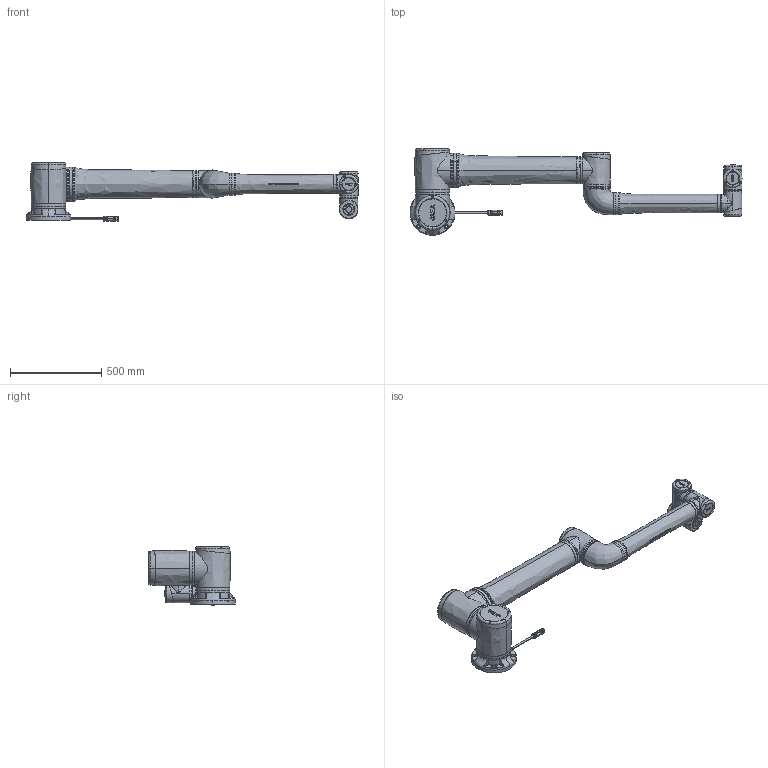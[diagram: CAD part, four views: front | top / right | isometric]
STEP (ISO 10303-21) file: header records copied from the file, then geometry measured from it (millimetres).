
FILE_DESCRIPTION (( 'STEP AP214' ), '1' );
FILE_NAME ('Zu 20.STEP', '2024-04-24T07:59:49', ( '' ), ( '' ), 'SwSTEP 2.0', 'SolidWorks 2016', '' );
FILE_SCHEMA (( 'AUTOMOTIVE_DESIGN' ));
Length unit declared in the file: millimetre
Products named in the file (15): Zu 20 04; Zu 20 01; Zu 20; Zu 20 06; Zu 20 00; Zu 20 03; Zu 20 05; Zu 20 02
Assembly tree (7 placements, depth 2):
  Zu 20 04
  Zu 20 01
  Zu 20
    Zu 20 00
    Zu 20 01
    Zu 20 02
    Zu 20 03
    Zu 20 04
    Zu 20 05
    Zu 20 06
  Zu 20 06
  Zu 20 03
Bounding box: 1815 x 473 x 321.45 mm (x, y, z)
Volume: 45424867.6 mm3; surface area: 1698672.6 mm2
Topology: 19 solids, 29 shells, 1635 faces, 4525 edges, 3108 vertices
Faces by surface type: plane 563, cylinder 560, bspline 300, torus 121, cone 91
Entity records: 105121 total; most frequent: CARTESIAN_POINT 49174, ORIENTED_EDGE 8946, DIRECTION 7125, EDGE_CURVE 4473, VERTEX_POINT 3108, AXIS2_PLACEMENT_3D 2845, EDGE_LOOP 1881, ADVANCED_FACE 1635
